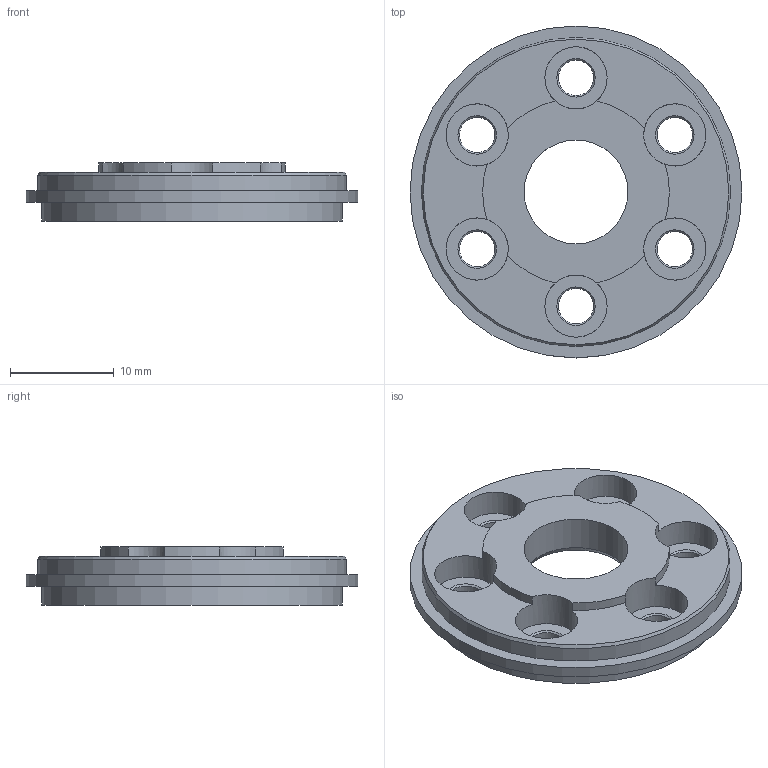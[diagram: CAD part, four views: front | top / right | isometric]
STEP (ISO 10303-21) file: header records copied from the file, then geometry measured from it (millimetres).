
FILE_DESCRIPTION(/* description */ (''),/* implementation_level */ '2;1');
FILE_NAME(/* name */ '32-GPT_flange_b.stp',/* time_stamp */ '2019-07-23T09:26:00+02:00',/* author */ ('DR. FRITZ FAULHABER GmbH & Co. KG'),/* organization */ ('DR. FRITZ FAULHABER GmbH & Co. KG'),/* preprocessor_version */ 'ST-DEVELOPER v16.7',/* originating_system */ 'SIEMENS PLM Software NX 12.0',/* authorisation */ '');
FILE_SCHEMA (('AUTOMOTIVE_DESIGN { 1 0 10303 214 3 1 1 1 }'));
Length unit declared in the file: millimetre
Products named in the file (1): F0010697000-C-416.4960.02
Bounding box: 32 x 32 x 5.6 mm (x, y, z)
Volume: 2338.3 mm3; surface area: 2440.9 mm2
Topology: 1 solids, 1 shells, 44 faces, 107 edges, 69 vertices
Faces by surface type: cylinder 23, plane 12, cone 9
Full cylindrical faces by diameter (mm): 3.4 x6, 6 x6, 10 x1, 16 x1, 29 x1, 29.8 x1, 32 x1
Entity records: 1166 total; most frequent: DIRECTION 224, CARTESIAN_POINT 179, ORIENTED_EDGE 146, AXIS2_PLACEMENT_3D 106, EDGE_LOOP 88, FACE_BOUND 82, EDGE_CURVE 73, VERTEX_POINT 61
